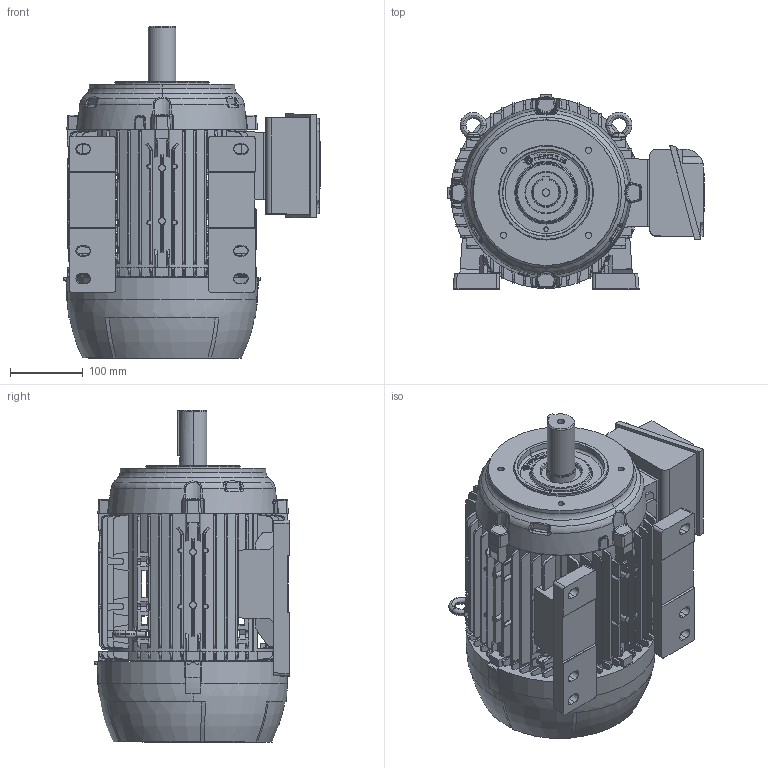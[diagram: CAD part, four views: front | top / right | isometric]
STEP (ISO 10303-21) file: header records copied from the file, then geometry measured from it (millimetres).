
FILE_DESCRIPTION (( 'STEP AP203' ), '1' );
FILE_NAME ('132S_CP_DI_LEFT.STEP', '2022-07-27T11:38:45', ( '' ), ( '' ), 'SwSTEP 2.0', 'SolidWorks 2020', '' );
FILE_SCHEMA (( 'CONFIG_CONTROL_DESIGN' ));
Products named in the file (1): 132S_CP_DI_LEFT
Bounding box: 352.04 x 266.9 x 456 mm (x, y, z)
Surface area: 873410.5 mm2 (no closed solid volume)
Topology: 0 solids, 18 shells, 2086 faces, 6237 edges, 4178 vertices
Faces by surface type: plane 1196, cone 374, bspline 264, cylinder 165, torus 80, sphere 7
Entity records: 81655 total; most frequent: CARTESIAN_POINT 30292, ORIENTED_EDGE 11367, DIRECTION 9068, EDGE_CURVE 6237, VERTEX_POINT 4178, LINE 3144, VECTOR 3144, AXIS2_PLACEMENT_3D 2962
